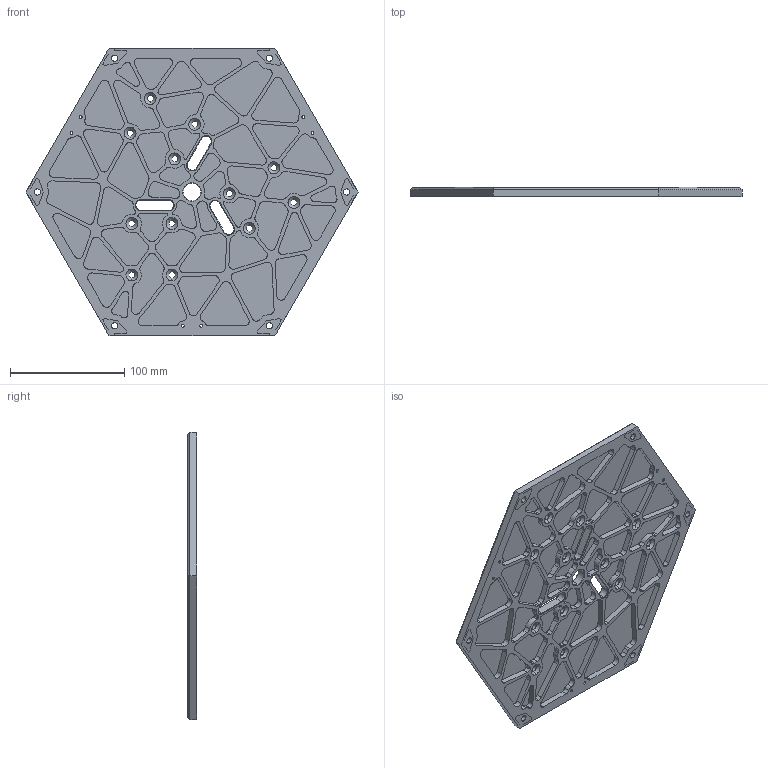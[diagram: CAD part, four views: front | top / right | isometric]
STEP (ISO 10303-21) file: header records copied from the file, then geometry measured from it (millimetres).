
FILE_DESCRIPTION (( 'STEP AP214' ), '1' );
FILE_NAME ('base_plate_light.STEP', '2018-04-13T10:45:18', ( '' ), ( '' ), 'SwSTEP 2.0', 'SolidWorks 2015', '' );
FILE_SCHEMA (( 'AUTOMOTIVE_DESIGN' ));
Length unit declared in the file: millimetre
Products named in the file (1): base_plate_light
Bounding box: 290 x 8 x 251.15 mm (x, y, z)
Volume: 250704.2 mm3; surface area: 142300.5 mm2
Topology: 1 solids, 1 shells, 751 faces, 2082 edges, 1384 vertices
Faces by surface type: cylinder 432, plane 263, cone 56
Entity records: 24672 total; most frequent: DIRECTION 4508, CARTESIAN_POINT 4236, ORIENTED_EDGE 4164, EDGE_CURVE 2082, AXIS2_PLACEMENT_3D 1680, VERTEX_POINT 1384, VECTOR 1148, LINE 1148
